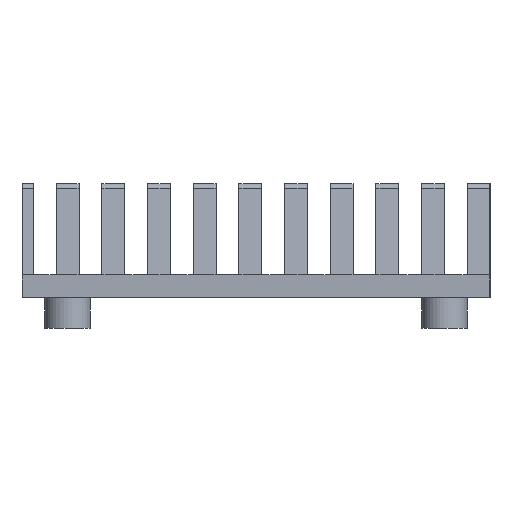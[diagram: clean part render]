
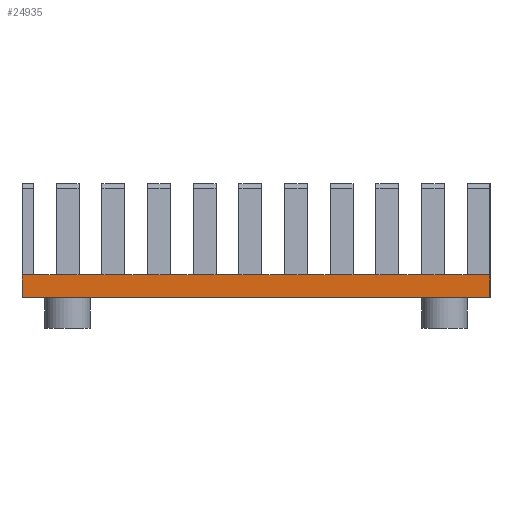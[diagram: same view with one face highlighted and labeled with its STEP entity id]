
A CAD part, left-side view. The second image highlights one B-rep face of the part: STEP entity #24935.
In plain terms, the highlighted planar face has unit normal (-1, 0, 0).
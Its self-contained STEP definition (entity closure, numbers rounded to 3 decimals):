
#1895=FACE_OUTER_BOUND('',#3344,.T.);
#3344=EDGE_LOOP('',(#22402,#22403,#22404,#22405,#22406,#22407,#22408,#22409,
#22410,#22411,#22412,#22413,#22414,#22415,#22416,#22417,#22418,#22419,#22420,
#22421,#22422,#22423,#22424,#22425));
#4353=LINE('',#35013,#7070);
#4507=LINE('',#35474,#7224);
#4661=LINE('',#35935,#7378);
#4815=LINE('',#36396,#7532);
#4969=LINE('',#36857,#7686);
#5123=LINE('',#37318,#7840);
#5277=LINE('',#37779,#7994);
#5431=LINE('',#38240,#8148);
#5585=LINE('',#38701,#8302);
#5739=LINE('',#39162,#8456);
#6828=LINE('',#41479,#9545);
#6830=LINE('',#41482,#9547);
#6832=LINE('',#41485,#9549);
#6834=LINE('',#41488,#9551);
#6835=LINE('',#41490,#9552);
#6837=LINE('',#41493,#9554);
#6840=LINE('',#41497,#9557);
#6842=LINE('',#41500,#9559);
#6843=LINE('',#41503,#9560);
#6846=LINE('',#41508,#9563);
#6899=LINE('',#41628,#9616);
#6902=LINE('',#41634,#9619);
#6915=LINE('',#41702,#9632);
#6918=LINE('',#41707,#9635);
#7070=VECTOR('',#27625,10.);
#7224=VECTOR('',#28009,10.);
#7378=VECTOR('',#28393,10.);
#7532=VECTOR('',#28777,10.);
#7686=VECTOR('',#29161,10.);
#7840=VECTOR('',#29545,10.);
#7994=VECTOR('',#29929,10.);
#8148=VECTOR('',#30313,10.);
#8302=VECTOR('',#30697,10.);
#8456=VECTOR('',#31081,10.);
#9545=VECTOR('',#34258,10.);
#9547=VECTOR('',#34262,10.);
#9549=VECTOR('',#34266,10.);
#9551=VECTOR('',#34270,10.);
#9552=VECTOR('',#34273,10.);
#9554=VECTOR('',#34277,10.);
#9557=VECTOR('',#34282,10.);
#9559=VECTOR('',#34286,10.);
#9560=VECTOR('',#34289,10.);
#9563=VECTOR('',#34294,10.);
#9616=VECTOR('',#34461,10.);
#9619=VECTOR('',#34470,10.);
#9632=VECTOR('',#34551,10.);
#9635=VECTOR('',#34556,10.);
#9638=VERTEX_POINT('',#34565);
#9733=VERTEX_POINT('',#34793);
#9830=VERTEX_POINT('',#35026);
#9925=VERTEX_POINT('',#35254);
#10022=VERTEX_POINT('',#35487);
#10117=VERTEX_POINT('',#35715);
#10214=VERTEX_POINT('',#35948);
#10309=VERTEX_POINT('',#36176);
#10406=VERTEX_POINT('',#36409);
#10501=VERTEX_POINT('',#36637);
#10598=VERTEX_POINT('',#36870);
#10693=VERTEX_POINT('',#37098);
#10790=VERTEX_POINT('',#37331);
#10885=VERTEX_POINT('',#37559);
#10982=VERTEX_POINT('',#37792);
#11077=VERTEX_POINT('',#38020);
#11174=VERTEX_POINT('',#38253);
#11269=VERTEX_POINT('',#38481);
#11366=VERTEX_POINT('',#38714);
#11461=VERTEX_POINT('',#38942);
#11736=VERTEX_POINT('',#41477);
#11737=VERTEX_POINT('',#41502);
#11748=VERTEX_POINT('',#41626);
#11769=VERTEX_POINT('',#41701);
#11995=EDGE_CURVE('',#9638,#9733,#4353,.T.);
#12225=EDGE_CURVE('',#9830,#9925,#4507,.T.);
#12455=EDGE_CURVE('',#10022,#10117,#4661,.T.);
#12685=EDGE_CURVE('',#10214,#10309,#4815,.T.);
#12915=EDGE_CURVE('',#10406,#10501,#4969,.T.);
#13145=EDGE_CURVE('',#10598,#10693,#5123,.T.);
#13375=EDGE_CURVE('',#10790,#10885,#5277,.T.);
#13605=EDGE_CURVE('',#10982,#11077,#5431,.T.);
#13835=EDGE_CURVE('',#11174,#11269,#5585,.T.);
#14065=EDGE_CURVE('',#11366,#11461,#5739,.T.);
#15228=EDGE_CURVE('',#11461,#11736,#6828,.T.);
#15230=EDGE_CURVE('',#10501,#11366,#6830,.T.);
#15232=EDGE_CURVE('',#10309,#11174,#6832,.T.);
#15234=EDGE_CURVE('',#10117,#10982,#6834,.T.);
#15235=EDGE_CURVE('',#11077,#10790,#6835,.T.);
#15237=EDGE_CURVE('',#11269,#10598,#6837,.T.);
#15240=EDGE_CURVE('',#9733,#10406,#6840,.T.);
#15242=EDGE_CURVE('',#9925,#10214,#6842,.T.);
#15243=EDGE_CURVE('',#11737,#10022,#6843,.T.);
#15246=EDGE_CURVE('',#10885,#9830,#6846,.T.);
#15303=EDGE_CURVE('',#11748,#11736,#6899,.T.);
#15306=EDGE_CURVE('',#10693,#9638,#6902,.T.);
#15335=EDGE_CURVE('',#11769,#11737,#6915,.T.);
#15338=EDGE_CURVE('',#11748,#11769,#6918,.T.);
#22402=ORIENTED_EDGE('',*,*,#15243,.T.);
#22403=ORIENTED_EDGE('',*,*,#12455,.T.);
#22404=ORIENTED_EDGE('',*,*,#15234,.T.);
#22405=ORIENTED_EDGE('',*,*,#13605,.T.);
#22406=ORIENTED_EDGE('',*,*,#15235,.T.);
#22407=ORIENTED_EDGE('',*,*,#13375,.T.);
#22408=ORIENTED_EDGE('',*,*,#15246,.T.);
#22409=ORIENTED_EDGE('',*,*,#12225,.T.);
#22410=ORIENTED_EDGE('',*,*,#15242,.T.);
#22411=ORIENTED_EDGE('',*,*,#12685,.T.);
#22412=ORIENTED_EDGE('',*,*,#15232,.T.);
#22413=ORIENTED_EDGE('',*,*,#13835,.T.);
#22414=ORIENTED_EDGE('',*,*,#15237,.T.);
#22415=ORIENTED_EDGE('',*,*,#13145,.T.);
#22416=ORIENTED_EDGE('',*,*,#15306,.T.);
#22417=ORIENTED_EDGE('',*,*,#11995,.T.);
#22418=ORIENTED_EDGE('',*,*,#15240,.T.);
#22419=ORIENTED_EDGE('',*,*,#12915,.T.);
#22420=ORIENTED_EDGE('',*,*,#15230,.T.);
#22421=ORIENTED_EDGE('',*,*,#14065,.T.);
#22422=ORIENTED_EDGE('',*,*,#15228,.T.);
#22423=ORIENTED_EDGE('',*,*,#15303,.F.);
#22424=ORIENTED_EDGE('',*,*,#15338,.T.);
#22425=ORIENTED_EDGE('',*,*,#15335,.T.);
#23490=PLANE('',#27246);
#24935=ADVANCED_FACE('',(#1895),#23490,.T.);
#27246=AXIS2_PLACEMENT_3D('',#41706,#34554,#34555);
#27625=DIRECTION('',(0.,1.,0.));
#28009=DIRECTION('',(0.,1.,0.));
#28393=DIRECTION('',(0.,1.,0.));
#28777=DIRECTION('',(0.,1.,0.));
#29161=DIRECTION('',(0.,1.,0.));
#29545=DIRECTION('',(0.,1.,0.));
#29929=DIRECTION('',(0.,1.,0.));
#30313=DIRECTION('',(0.,1.,0.));
#30697=DIRECTION('',(0.,1.,0.));
#31081=DIRECTION('',(0.,1.,0.));
#34258=DIRECTION('',(0.,1.,0.));
#34262=DIRECTION('',(0.,1.,0.));
#34266=DIRECTION('',(0.,1.,0.));
#34270=DIRECTION('',(0.,1.,0.));
#34273=DIRECTION('',(0.,1.,0.));
#34277=DIRECTION('',(0.,1.,0.));
#34282=DIRECTION('',(0.,1.,0.));
#34286=DIRECTION('',(0.,1.,0.));
#34289=DIRECTION('',(0.,1.,0.));
#34294=DIRECTION('',(0.,1.,0.));
#34461=DIRECTION('',(0.,0.,1.));
#34470=DIRECTION('',(0.,1.,0.));
#34551=DIRECTION('',(0.,0.,1.));
#34554=DIRECTION('center_axis',(-1.,0.,0.));
#34555=DIRECTION('ref_axis',(0.,-1.,0.));
#34556=DIRECTION('',(0.,-1.,0.));
#34565=CARTESIAN_POINT('',(-28.,9.5,2.));
#34793=CARTESIAN_POINT('',(-28.,11.5,2.));
#35013=CARTESIAN_POINT('',(-28.,0.,2.));
#35026=CARTESIAN_POINT('',(-28.,-6.5,2.));
#35254=CARTESIAN_POINT('',(-28.,-4.5,2.));
#35474=CARTESIAN_POINT('',(-28.,0.,2.));
#35487=CARTESIAN_POINT('',(-28.,-18.5,2.));
#35715=CARTESIAN_POINT('',(-28.,-16.5,2.));
#35935=CARTESIAN_POINT('',(-28.,0.,2.));
#35948=CARTESIAN_POINT('',(-28.,-2.5,2.));
#36176=CARTESIAN_POINT('',(-28.,-0.5,2.));
#36396=CARTESIAN_POINT('',(-28.,0.,2.));
#36409=CARTESIAN_POINT('',(-28.,13.5,2.));
#36637=CARTESIAN_POINT('',(-28.,15.5,2.));
#36857=CARTESIAN_POINT('',(-28.,0.,2.));
#36870=CARTESIAN_POINT('',(-28.,5.5,2.));
#37098=CARTESIAN_POINT('',(-28.,7.5,2.));
#37318=CARTESIAN_POINT('',(-28.,0.,2.));
#37331=CARTESIAN_POINT('',(-28.,-10.5,2.));
#37559=CARTESIAN_POINT('',(-28.,-8.5,2.));
#37779=CARTESIAN_POINT('',(-28.,0.,2.));
#37792=CARTESIAN_POINT('',(-28.,-14.5,2.));
#38020=CARTESIAN_POINT('',(-28.,-12.5,2.));
#38240=CARTESIAN_POINT('',(-28.,0.,2.));
#38253=CARTESIAN_POINT('',(-28.,1.5,2.));
#38481=CARTESIAN_POINT('',(-28.,3.5,2.));
#38701=CARTESIAN_POINT('',(-28.,0.,2.));
#38714=CARTESIAN_POINT('',(-28.,17.5,2.));
#38942=CARTESIAN_POINT('',(-28.,19.5,2.));
#39162=CARTESIAN_POINT('',(-28.,0.,2.));
#41477=CARTESIAN_POINT('',(-28.,20.5,2.));
#41479=CARTESIAN_POINT('',(-28.,0.,2.));
#41482=CARTESIAN_POINT('',(-28.,0.,2.));
#41485=CARTESIAN_POINT('',(-28.,0.,2.));
#41488=CARTESIAN_POINT('',(-28.,0.,2.));
#41490=CARTESIAN_POINT('',(-28.,0.,2.));
#41493=CARTESIAN_POINT('',(-28.,0.,2.));
#41497=CARTESIAN_POINT('',(-28.,0.,2.));
#41500=CARTESIAN_POINT('',(-28.,0.,2.));
#41502=CARTESIAN_POINT('',(-28.,-20.5,2.));
#41503=CARTESIAN_POINT('',(-28.,0.,2.));
#41508=CARTESIAN_POINT('',(-28.,0.,2.));
#41626=CARTESIAN_POINT('',(-28.,20.5,0.));
#41628=CARTESIAN_POINT('',(-28.,20.5,0.));
#41634=CARTESIAN_POINT('',(-28.,0.,2.));
#41701=CARTESIAN_POINT('',(-28.,-20.5,0.));
#41702=CARTESIAN_POINT('',(-28.,-20.5,0.));
#41706=CARTESIAN_POINT('Origin',(-28.,20.5,0.));
#41707=CARTESIAN_POINT('',(-28.,20.5,0.));
